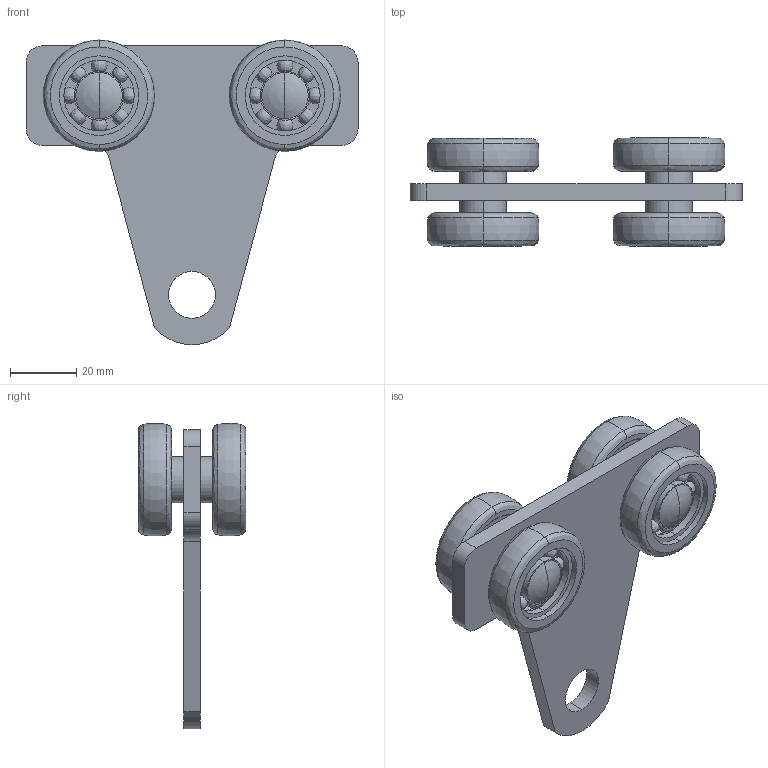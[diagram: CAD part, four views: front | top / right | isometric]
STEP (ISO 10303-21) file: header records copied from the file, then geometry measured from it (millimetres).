
FILE_DESCRIPTION (( 'STEP AP214' ), '1' );
FILE_NAME ('0041825.step', '2023-11-16T10:36:28', ( '' ), ( '' ), 'SwSTEP 2.0', 'SolidWorks 2020', '' );
FILE_SCHEMA (( 'AUTOMOTIVE_DESIGN' ));
Length unit declared in the file: millimetre
Products named in the file (1): 0041825
Bounding box: 100 x 32.5 x 91.96 mm (x, y, z)
Volume: 54108.1 mm3; surface area: 38318.5 mm2
Topology: 51 solids, 51 shells, 301 faces, 683 edges, 360 vertices
Faces by surface type: bspline 136, cylinder 102, plane 51, torus 12
Entity records: 13724 total; most frequent: CARTESIAN_POINT 4157, DIRECTION 1215, ORIENTED_EDGE 1102, EDGE_CURVE 551, AXIS2_PLACEMENT_3D 546, CIRCLE 380, VERTEX_POINT 360, UNCERTAINTY_MEASURE_WITH_UNIT 354
